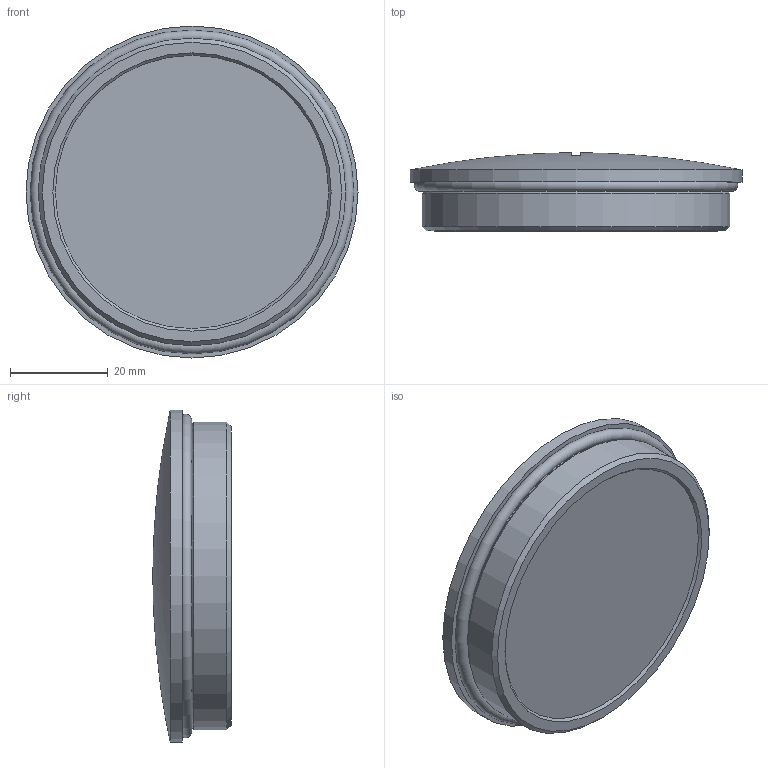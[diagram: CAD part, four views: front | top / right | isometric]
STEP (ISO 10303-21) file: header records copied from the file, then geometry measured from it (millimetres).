
FILE_DESCRIPTION(/* description */ (''),/* implementation_level */ '2;1');
FILE_NAME(/* name */ '',/* time_stamp */ '2025-07-24T08:02:45+07:00',/* author */ ('zeta-86'),/* organization */ (''),/* preprocessor_version */ 'ST-DEVELOPER v19.2',/* originating_system */ 'Autodesk Inventor 2024',/* authorisation */ '');
FILE_SCHEMA (('AUTOMOTIVE_DESIGN { 1 0 10303 214 3 1 1 }'));
Length unit declared in the file: millimetre
Products named in the file (1): Деталь17
Bounding box: 68 x 16 x 68 mm (x, y, z)
Volume: 45577.5 mm3; surface area: 10370.9 mm2
Topology: 1 solids, 1 shells, 14 faces, 30 edges, 20 vertices
Faces by surface type: plane 5, cylinder 4, cone 3, bspline 1, torus 1
Full cylindrical faces by diameter (mm): 61.3 x1, 63 x1, 68 x1
Entity records: 497 total; most frequent: CARTESIAN_POINT 135, DIRECTION 76, ORIENTED_EDGE 60, AXIS2_PLACEMENT_3D 35, EDGE_CURVE 30, CIRCLE 21, VERTEX_POINT 20, EDGE_LOOP 16
